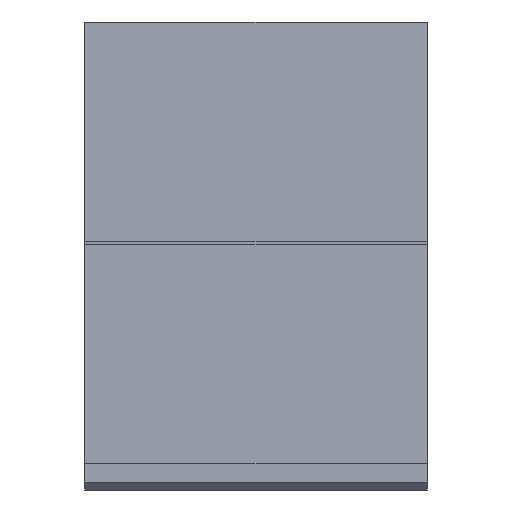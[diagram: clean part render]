
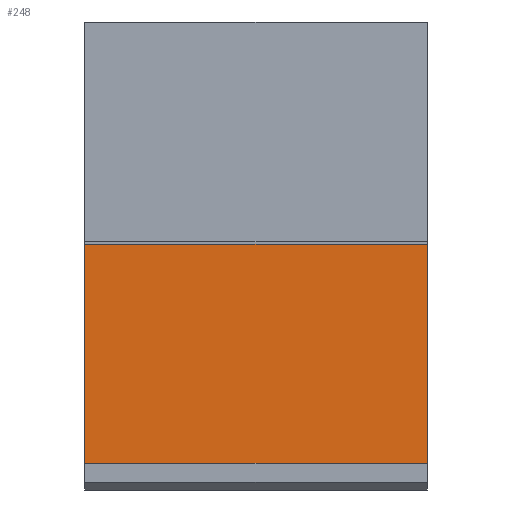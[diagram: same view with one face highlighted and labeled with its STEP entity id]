
A CAD part, front view. The second image highlights one B-rep face of the part: STEP entity #248.
In plain terms, the highlighted planar face has unit normal (0, -1, 0).
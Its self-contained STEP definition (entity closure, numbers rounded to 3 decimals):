
#248=ADVANCED_FACE('',(#514),#515,.T.);
#514=FACE_OUTER_BOUND('',#810,.T.);
#515=PLANE('',#811);
#810=EDGE_LOOP('',(#1330,#1331,#1332,#1333));
#811=AXIS2_PLACEMENT_3D('',#1334,#1335,#1336);
#1330=ORIENTED_EDGE('',*,*,#1918,.T.);
#1331=ORIENTED_EDGE('',*,*,#1899,.F.);
#1332=ORIENTED_EDGE('',*,*,#1919,.T.);
#1333=ORIENTED_EDGE('',*,*,#1915,.T.);
#1334=CARTESIAN_POINT('',(0.0,0.0,3.5));
#1335=DIRECTION('',(0.0,-1.0,0.0));
#1336=DIRECTION('',(0.0,0.0,1.0));
#1899=EDGE_CURVE('',#2274,#2276,#2277,.T.);
#1915=EDGE_CURVE('',#2300,#2298,#2301,.T.);
#1918=EDGE_CURVE('',#2298,#2276,#2304,.T.);
#1919=EDGE_CURVE('',#2274,#2300,#2305,.T.);
#2274=VERTEX_POINT('',#2804);
#2276=VERTEX_POINT('',#2807);
#2277=LINE('',#2808,#2809);
#2298=VERTEX_POINT('',#2840);
#2300=VERTEX_POINT('',#2843);
#2301=LINE('',#2844,#2845);
#2304=LINE('',#2849,#2850);
#2305=LINE('',#2851,#2852);
#2804=CARTESIAN_POINT('',(0.0,0.0,32.3));
#2807=CARTESIAN_POINT('',(45.0,0.0,32.3));
#2808=CARTESIAN_POINT('',(0.0,0.0,32.3));
#2809=VECTOR('',#3315,1.0);
#2840=CARTESIAN_POINT('',(45.0,0.0,3.5));
#2843=CARTESIAN_POINT('',(0.0,0.0,3.5));
#2844=CARTESIAN_POINT('',(0.0,0.0,3.5));
#2845=VECTOR('',#3327,1.0);
#2849=CARTESIAN_POINT('',(45.0,0.0,32.3));
#2850=VECTOR('',#3329,1.0);
#2851=CARTESIAN_POINT('',(0.0,0.0,32.3));
#2852=VECTOR('',#3330,1.0);
#3315=DIRECTION('',(1.0,0.0,0.0));
#3327=DIRECTION('',(1.0,0.0,0.0));
#3329=DIRECTION('',(0.0,0.0,1.0));
#3330=DIRECTION('',(0.0,0.0,-1.0));
